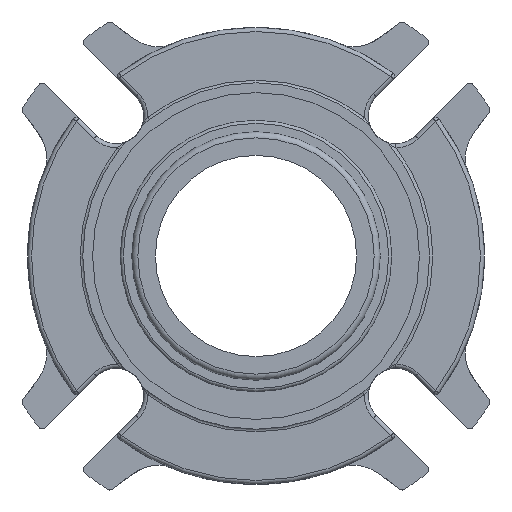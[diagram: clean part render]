
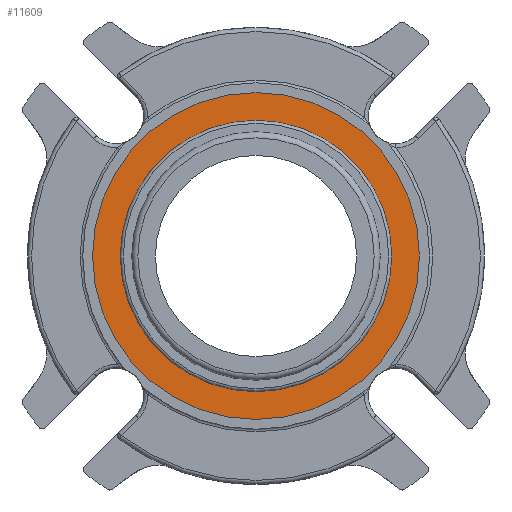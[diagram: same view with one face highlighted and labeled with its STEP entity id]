
A CAD part, front view. The second image highlights one B-rep face of the part: STEP entity #11609.
In plain terms, the highlighted planar face has unit normal (0, -1, 0).
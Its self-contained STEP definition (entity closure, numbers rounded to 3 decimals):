
#1463=PLANE('',#12597);
#3790=ORIENTED_EDGE('',*,*,#4966,.T.);
#3791=ORIENTED_EDGE('',*,*,#4967,.T.);
#4966=EDGE_CURVE('',#5703,#5703,#6194,.T.);
#4967=EDGE_CURVE('',#5704,#5704,#6195,.T.);
#5703=VERTEX_POINT('',#18807);
#5704=VERTEX_POINT('',#18810);
#6194=CIRCLE('',#12596,34.29);
#6195=CIRCLE('',#12598,41.275);
#6773=EDGE_LOOP('',(#3790));
#6774=EDGE_LOOP('',(#3791));
#7360=FACE_BOUND('',#6773,.T.);
#7361=FACE_BOUND('',#6774,.T.);
#11609=ADVANCED_FACE('',(#7360,#7361),#1463,.F.);
#12596=AXIS2_PLACEMENT_3D('',#18806,#15017,#15018);
#12597=AXIS2_PLACEMENT_3D('',#18808,#15019,#15020);
#12598=AXIS2_PLACEMENT_3D('',#18809,#15021,#15022);
#15017=DIRECTION('',(0.,1.,0.));
#15018=DIRECTION('',(0.,0.,1.));
#15019=DIRECTION('',(0.,1.,0.));
#15020=DIRECTION('',(-1.,0.,0.));
#15021=DIRECTION('',(0.,-1.,0.));
#15022=DIRECTION('',(1.,0.,0.));
#18806=CARTESIAN_POINT('',(0.,-0.889,0.));
#18807=CARTESIAN_POINT('',(0.,-0.889,34.29));
#18808=CARTESIAN_POINT('',(41.275,-0.889,0.));
#18809=CARTESIAN_POINT('',(0.,-0.889,0.));
#18810=CARTESIAN_POINT('',(41.275,-0.889,0.));
